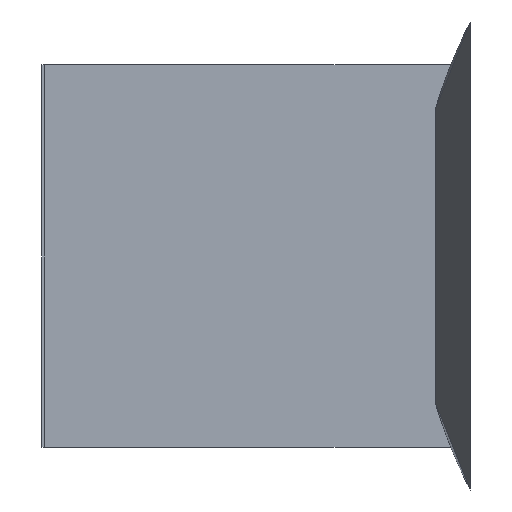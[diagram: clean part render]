
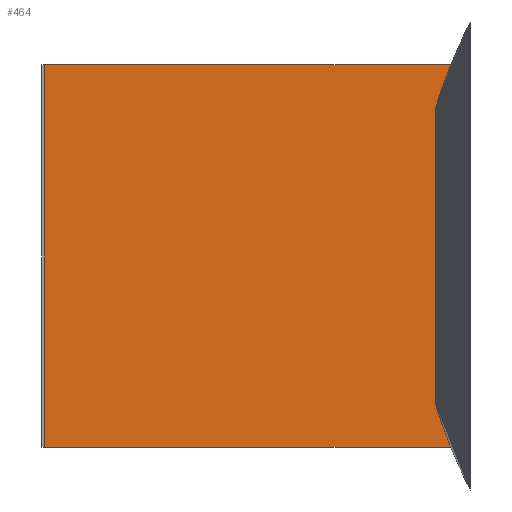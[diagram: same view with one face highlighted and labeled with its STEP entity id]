
A CAD part, left-side view. The second image highlights one B-rep face of the part: STEP entity #464.
In plain terms, the highlighted planar face has unit normal (-1, 0, 0).
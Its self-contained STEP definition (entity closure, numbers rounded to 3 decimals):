
#8 = EDGE_LOOP ( 'NONE', ( #233, #300, #291, #325 ) ) ;
#41 = CARTESIAN_POINT ( 'NONE',  ( 25., 0., 38.65 ) ) ;
#47 = DIRECTION ( 'NONE',  ( 0., 0., 1. ) ) ;
#77 = VECTOR ( 'NONE', #102, 1000. ) ;
#89 = CARTESIAN_POINT ( 'NONE',  ( 25., 0., 38.65 ) ) ;
#102 = DIRECTION ( 'NONE',  ( 0., 1., 0. ) ) ;
#107 = CARTESIAN_POINT ( 'NONE',  ( 25., 0., 40. ) ) ;
#113 = FACE_OUTER_BOUND ( 'NONE', #8, .T. ) ;
#117 = DIRECTION ( 'NONE',  ( -1., 0., 0. ) ) ;
#120 = VECTOR ( 'NONE', #47, 1000. ) ;
#213 = CARTESIAN_POINT ( 'NONE',  ( 25., 1.5, 38.65 ) ) ;
#233 = ORIENTED_EDGE ( 'NONE', *, *, #399, .T. ) ;
#247 = DIRECTION ( 'NONE',  ( 0., 0., 1. ) ) ;
#271 = VERTEX_POINT ( 'NONE', #570 ) ;
#291 = ORIENTED_EDGE ( 'NONE', *, *, #782, .F. ) ;
#300 = ORIENTED_EDGE ( 'NONE', *, *, #457, .T. ) ;
#319 = CARTESIAN_POINT ( 'NONE',  ( 25., 0., 38.65 ) ) ;
#325 = ORIENTED_EDGE ( 'NONE', *, *, #388, .F. ) ;
#327 = LINE ( 'NONE', #319, #77 ) ;
#362 = LINE ( 'NONE', #213, #528 ) ;
#388 = EDGE_CURVE ( 'NONE', #673, #793, #327, .T. ) ;
#399 = EDGE_CURVE ( 'NONE', #673, #889, #668, .T. ) ;
#457 = EDGE_CURVE ( 'NONE', #889, #271, #469, .T. ) ;
#460 = CARTESIAN_POINT ( 'NONE',  ( 25., 0., 40. ) ) ;
#464 = ADVANCED_FACE ( 'NONE', ( #113 ), #863, .T. ) ;
#469 = LINE ( 'NONE', #460, #870 ) ;
#500 = DIRECTION ( 'NONE',  ( 0., 0., 1. ) ) ;
#528 = VECTOR ( 'NONE', #500, 1000. ) ;
#570 = CARTESIAN_POINT ( 'NONE',  ( 25., 1.5, 40. ) ) ;
#579 = CARTESIAN_POINT ( 'NONE',  ( 25., 1.5, 38.65 ) ) ;
#597 = DIRECTION ( 'NONE',  ( 0., 1., 0. ) ) ;
#655 = CARTESIAN_POINT ( 'NONE',  ( 25., 0., 38.65 ) ) ;
#668 = LINE ( 'NONE', #41, #120 ) ;
#673 = VERTEX_POINT ( 'NONE', #89 ) ;
#759 = AXIS2_PLACEMENT_3D ( 'NONE', #655, #117, #247 ) ;
#782 = EDGE_CURVE ( 'NONE', #793, #271, #362, .T. ) ;
#793 = VERTEX_POINT ( 'NONE', #579 ) ;
#863 = PLANE ( 'NONE',  #759 ) ;
#870 = VECTOR ( 'NONE', #597, 1000. ) ;
#889 = VERTEX_POINT ( 'NONE', #107 ) ;
